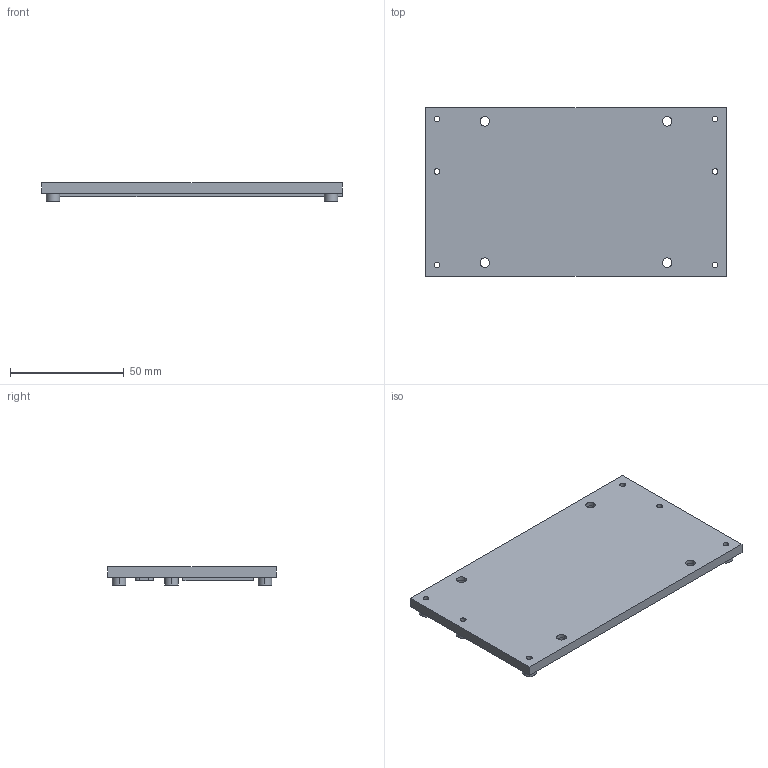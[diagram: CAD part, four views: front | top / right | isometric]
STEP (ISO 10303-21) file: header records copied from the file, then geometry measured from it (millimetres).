
FILE_DESCRIPTION (( 'STEP AP214' ), '1' );
FILE_NAME ('EKO_Miner_BM1366 BM13xx-16 01A HEATSINK.STEP', '2024-05-10T23:14:56', ( '' ), ( '' ), 'SwSTEP 2.0', 'SolidWorks 2021', '' );
FILE_SCHEMA (( 'AUTOMOTIVE_DESIGN' ));
Length unit declared in the file: millimetre
Products named in the file (1): EKO_Miner_BM1366 BM13xx-16 01A HEATSINK
Bounding box: 132 x 74 x 8 mm (x, y, z)
Volume: 49352.8 mm3; surface area: 23257.8 mm2
Topology: 1 solids, 1 shells, 136 faces, 360 edges, 240 vertices
Faces by surface type: cylinder 72, plane 64
Entity records: 4482 total; most frequent: DIRECTION 786, CARTESIAN_POINT 737, ORIENTED_EDGE 720, EDGE_CURVE 360, AXIS2_PLACEMENT_3D 289, VERTEX_POINT 240, LINE 208, VECTOR 208
